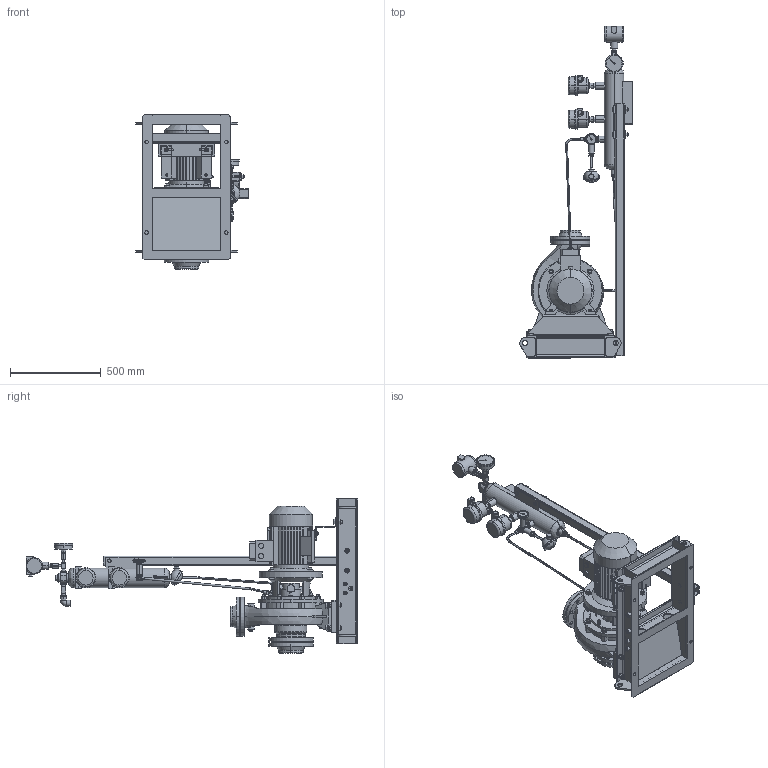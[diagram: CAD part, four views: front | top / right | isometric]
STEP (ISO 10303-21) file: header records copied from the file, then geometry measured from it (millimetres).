
FILE_DESCRIPTION (( 'STEP AP203' ), '1' );
FILE_NAME ('221-220-55Ò-ÐÑ2-47-02.step', '2023-07-26T16:05:13', ( 'adb' ), ( '' ), 'SwSTEP 2.0', 'SolidWorks 2016', '' );
FILE_SCHEMA (( 'CONFIG_CONTROL_DESIGN' ));
Length unit declared in the file: millimetre
Products named in the file (1): 221-220-55Ò-ÐÑ2-47-02
Bounding box: 620.8 x 1830.5 x 852 mm (x, y, z)
Volume: 46446624 mm3; surface area: 5958547.9 mm2
Topology: 32 solids, 54 shells, 3382 faces, 8520 edges, 5487 vertices
Faces by surface type: plane 1708, cylinder 1248, cone 312, torus 65, bspline 39, sphere 10
Entity records: 118089 total; most frequent: CARTESIAN_POINT 35955, DIRECTION 17288, ORIENTED_EDGE 17008, EDGE_CURVE 8504, AXIS2_PLACEMENT_3D 6557, VERTEX_POINT 5481, VECTOR 4174, LINE 4174
